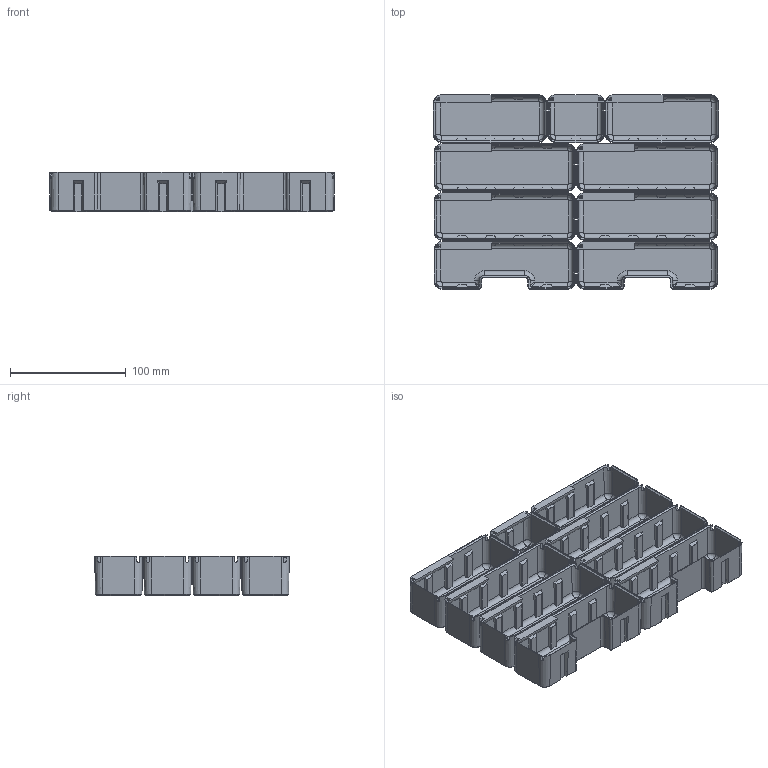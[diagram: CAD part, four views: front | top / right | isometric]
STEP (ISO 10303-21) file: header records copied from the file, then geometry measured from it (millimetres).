
FILE_DESCRIPTION(('Open CASCADE Model'),'2;1');
FILE_NAME('XL','0000-00-00T00:00:00',('Author'),('Open CASCADE'), 'Open CASCADE STEP processor 7.8','build123d','Unknown');
FILE_SCHEMA(('AUTOMOTIVE_DESIGN { 1 0 10303 214 1 1 1 1 }'));
Length unit declared in the file: millimetre
Products named in the file (9): XL; U4; SOLID; U2; U5; C5
Assembly tree (13 placements, depth 3):
  XL
    U4  x2
      SOLID
    U2
      SOLID
    U5  x4
      SOLID
    C5  x2
      SOLID
Bounding box: 246 x 167.8 x 33.7 mm (x, y, z)
Volume: 183544.6 mm3; surface area: 248448.4 mm2
Topology: 9 solids, 9 shells, 1370 faces, 3862 edges, 2486 vertices
Faces by surface type: plane 902, cylinder 232, cone 192, revolution 36, torus 4, bspline 4
Entity records: 44985 total; most frequent: CARTESIAN_POINT 15055, DIRECTION 4964, ORIENTED_EDGE 3192, PCURVE 3192, DEFINITIONAL_REPRESENTATION 3192, LINE 2745, VECTOR 2745, EDGE_CURVE 1596
